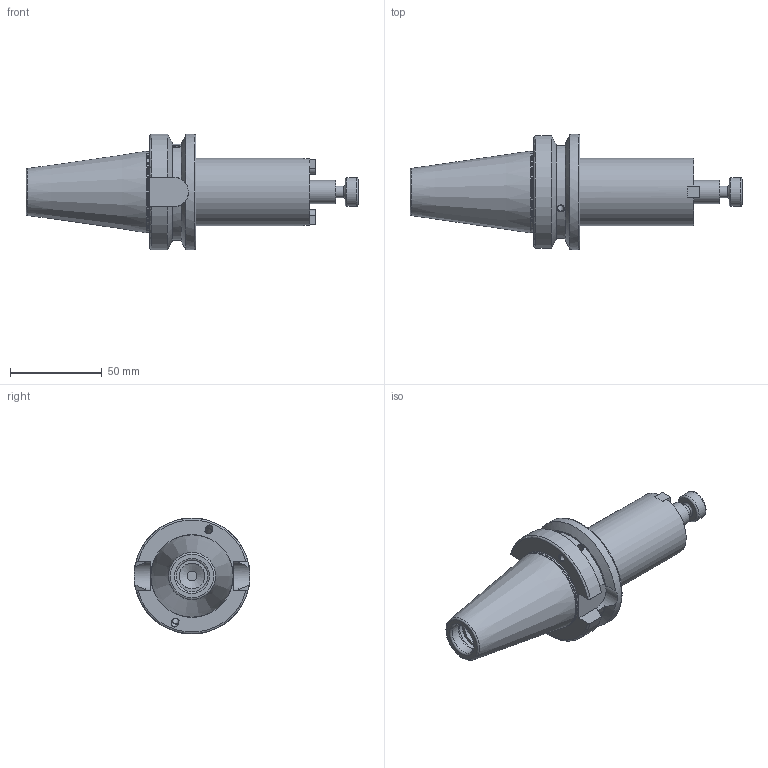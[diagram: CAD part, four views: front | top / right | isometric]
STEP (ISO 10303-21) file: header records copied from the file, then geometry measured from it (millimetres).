
FILE_DESCRIPTION(/* description */ (''),/* implementation_level */ '2;1');
FILE_NAME(/* name */ 'EH306B.stp',/* time_stamp */ '2026-01-08T10:42:59+09:00',/* author */ ('YSH'),/* organization */ (''),/* preprocessor_version */ 'ST-DEVELOPER v20.1',/* originating_system */ 'Autodesk Inventor 2026',/* authorisation */ '');
FILE_SCHEMA (('AUTOMOTIVE_DESIGN { 1 0 10303 214 3 1 1 }'));
Products named in the file (5): LO-BT40ADB-SMA12.7-88.9; BT40; SMA27-DRIV EKEY-SECO; #4080; COLLAR BOLT-UNF3_4-16x47L
Assembly tree (4 placements, depth 2):
  LO-BT40ADB-SMA12.7-88.9
    BT40
    SMA27-DRIV EKEY-SECO  x2
    COLLAR BOLT-UNF3_4-16x47L
  #4080
Bounding box: 180.6 x 63 x 63 mm (x, y, z)
Volume: 184580.5 mm3; surface area: 34709.3 mm2
Topology: 6 solids, 6 shells, 147 faces, 359 edges, 234 vertices
Faces by surface type: plane 72, cylinder 44, cone 18, torus 13
Full cylindrical faces by diameter (mm): 1.941 x2, 2.515 x2, 2.6 x2, 3.242 x8, 4 x4, 4.089 x2, 4.2 x2, 5.359 x1, 6.35 x2, 7 x1, 12.7 x1, 13.835 x1, 15.7 x1, 17 x1, 17.6 x1, 36.555 x1, 44 x1, 63 x1
Entity records: 4060 total; most frequent: CARTESIAN_POINT 884, DIRECTION 664, ORIENTED_EDGE 598, EDGE_CURVE 299, AXIS2_PLACEMENT_3D 265, VERTEX_POINT 198, EDGE_LOOP 149, LINE 134
